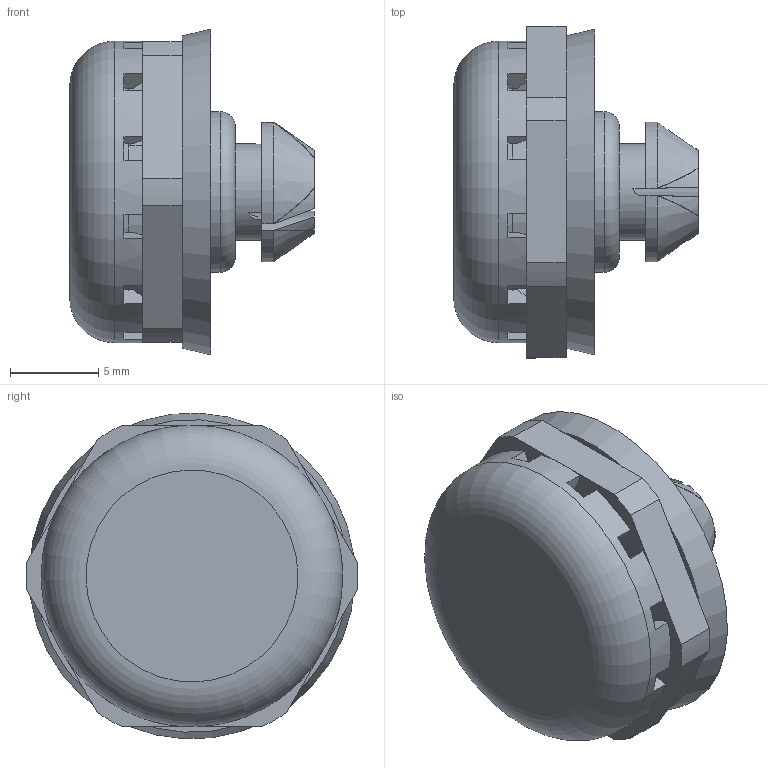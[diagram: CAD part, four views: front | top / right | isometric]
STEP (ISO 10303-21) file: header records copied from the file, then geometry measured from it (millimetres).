
FILE_DESCRIPTION(/* description */ ('SNAP SW17 with new gasket'),/* implementation_level */ '2;1');
FILE_NAME(/* name */ '11086013G2-RST.stp',/* time_stamp */ '2020-04-15T13:41:20+02:00',/* author */ ('sl'),/* organization */ (''),/* preprocessor_version */ 'ST-DEVELOPER v16.5',/* originating_system */ 'Autodesk Inventor 2017',/* authorisation */ '');
FILE_SCHEMA (('AUTOMOTIVE_DESIGN { 1 0 10303 214 3 1 1 }'));
Length unit declared in the file: millimetre
Products named in the file (5): SNAP-NEW-GASKET-11086013G2; 11086013G2; 11086013G2_1; SNAP-NEW-04-BT-0003-11086013G2; New-Gasket-01-BT-0001-Snap
Assembly tree (4 placements, depth 2):
  SNAP-NEW-GASKET-11086013G2
    11086013G2
    11086013G2_1
    SNAP-NEW-04-BT-0003-11086013G2
    New-Gasket-01-BT-0001-Snap
Bounding box: 13.84 x 18.79 x 18.43 mm (x, y, z)
Volume: 1664.7 mm3; surface area: 2877.3 mm2
Topology: 4 solids, 4 shells, 273 faces, 732 edges, 473 vertices
Faces by surface type: plane 155, cylinder 60, cone 32, torus 23, bspline 3
Full cylindrical faces by diameter (mm): 0.3 x4, 5.45 x1, 5.65 x1, 9.16 x1, 11.3 x1, 11.4 x1, 14 x1, 14.95 x1, 17.07 x1
Entity records: 8986 total; most frequent: CARTESIAN_POINT 1887, DIRECTION 1548, ORIENTED_EDGE 1422, EDGE_CURVE 711, AXIS2_PLACEMENT_3D 597, VERTEX_POINT 471, LINE 354, VECTOR 354
